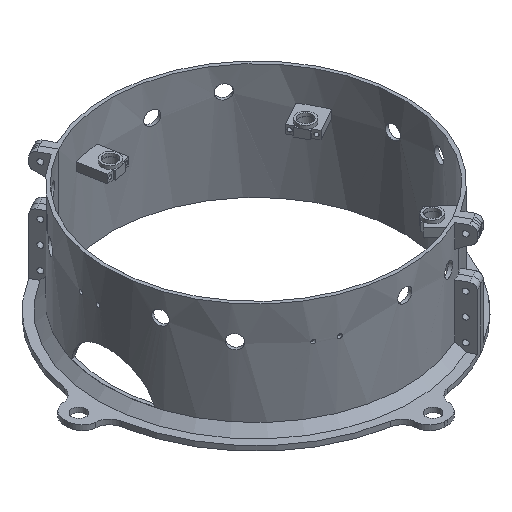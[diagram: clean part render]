
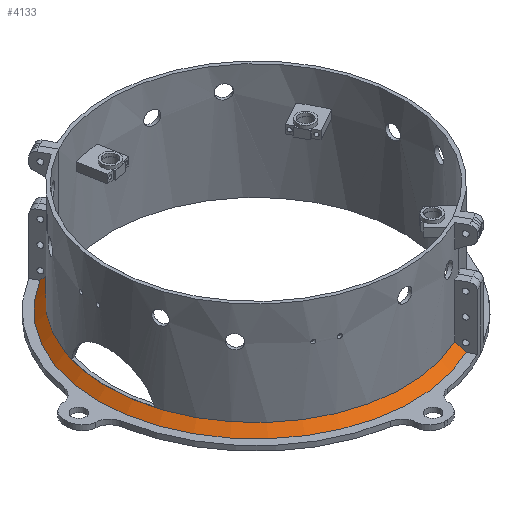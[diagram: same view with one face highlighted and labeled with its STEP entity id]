
A CAD part, isometric view. The second image highlights one B-rep face of the part: STEP entity #4133.
In plain terms, the highlighted conical face has half-angle 45 degrees and reference radius 92.5 mm.
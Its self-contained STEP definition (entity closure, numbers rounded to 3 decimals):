
#22=CONICAL_SURFACE('',#4547,92.5,0.785);
#40=(
BOUNDED_CURVE()
B_SPLINE_CURVE(2,(#8506,#8507,#8508),.UNSPECIFIED.,.F.,.F.)
B_SPLINE_CURVE_WITH_KNOTS((3,3),(0.,0.708),.UNSPECIFIED.)
CURVE()
GEOMETRIC_REPRESENTATION_ITEM()
RATIONAL_B_SPLINE_CURVE((1.,1.,1.))
REPRESENTATION_ITEM('')
);
#42=(
BOUNDED_CURVE()
B_SPLINE_CURVE(2,(#8670,#8671,#8672),.UNSPECIFIED.,.F.,.F.)
B_SPLINE_CURVE_WITH_KNOTS((3,3),(0.,0.708),.UNSPECIFIED.)
CURVE()
GEOMETRIC_REPRESENTATION_ITEM()
RATIONAL_B_SPLINE_CURVE((1.,1.,1.))
REPRESENTATION_ITEM('')
);
#577=FACE_OUTER_BOUND('',#910,.T.);
#910=EDGE_LOOP('',(#3775,#3776,#3777,#3778));
#1051=CIRCLE('',#4445,90.);
#1103=CIRCLE('',#4548,95.);
#1972=VERTEX_POINT('',#7933);
#1973=VERTEX_POINT('',#7935);
#2020=VERTEX_POINT('',#8504);
#2044=VERTEX_POINT('',#8669);
#2499=EDGE_CURVE('',#1973,#1972,#1051,.T.);
#2563=EDGE_CURVE('',#1972,#2020,#40,.T.);
#2599=EDGE_CURVE('',#2044,#1973,#42,.T.);
#2648=EDGE_CURVE('',#2020,#2044,#1103,.T.);
#3775=ORIENTED_EDGE('',*,*,#2563,.T.);
#3776=ORIENTED_EDGE('',*,*,#2648,.T.);
#3777=ORIENTED_EDGE('',*,*,#2599,.T.);
#3778=ORIENTED_EDGE('',*,*,#2499,.T.);
#4133=ADVANCED_FACE('',(#577),#22,.T.);
#4445=AXIS2_PLACEMENT_3D('',#7936,#5360,#5361);
#4547=AXIS2_PLACEMENT_3D('',#9130,#5613,#5614);
#4548=AXIS2_PLACEMENT_3D('',#9131,#5615,#5616);
#5360=DIRECTION('center_axis',(0.,0.,-1.));
#5361=DIRECTION('ref_axis',(1.,0.,0.));
#5613=DIRECTION('center_axis',(0.,0.,-1.));
#5614=DIRECTION('ref_axis',(-0.877,-0.48,0.));
#5615=DIRECTION('center_axis',(0.,0.,1.));
#5616=DIRECTION('ref_axis',(1.,0.,0.));
#7933=CARTESIAN_POINT('',(-47.058,76.717,8.));
#7935=CARTESIAN_POINT('',(39.161,-81.034,8.));
#7936=CARTESIAN_POINT('Origin',(0.,0.,8.));
#8504=CARTESIAN_POINT('',(-49.459,81.11,3.));
#8506=CARTESIAN_POINT('Ctrl Pts',(-47.058,76.717,8.));
#8507=CARTESIAN_POINT('Ctrl Pts',(-48.226,78.854,5.568));
#8508=CARTESIAN_POINT('Ctrl Pts',(-49.459,81.11,3.));
#8669=CARTESIAN_POINT('',(41.561,-85.426,3.));
#8670=CARTESIAN_POINT('Ctrl Pts',(41.561,-85.426,3.));
#8671=CARTESIAN_POINT('Ctrl Pts',(40.329,-83.171,5.568));
#8672=CARTESIAN_POINT('Ctrl Pts',(39.161,-81.034,8.));
#9130=CARTESIAN_POINT('Origin',(0.,0.,5.5));
#9131=CARTESIAN_POINT('Origin',(0.,0.,3.));
